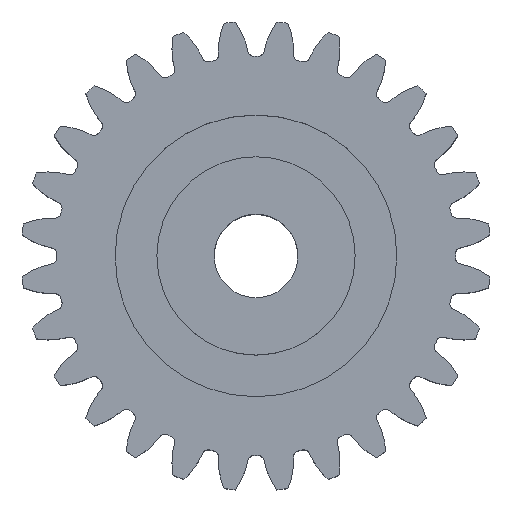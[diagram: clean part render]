
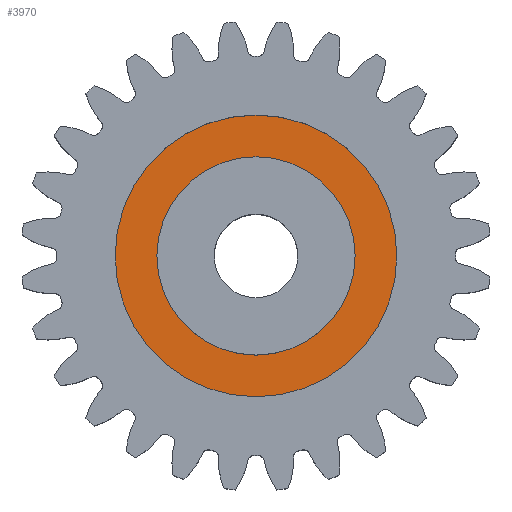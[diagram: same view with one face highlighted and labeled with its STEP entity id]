
A CAD part, top view. The second image highlights one B-rep face of the part: STEP entity #3970.
In plain terms, the highlighted planar face has unit normal (0, 0, 1).
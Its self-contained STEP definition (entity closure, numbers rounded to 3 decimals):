
#977 = CIRCLE ( 'NONE', #1045, 13.5 ) ;
#979 = CARTESIAN_POINT ( 'NONE',  ( 0., 0., 8.5 ) ) ;
#981 = DIRECTION ( 'NONE',  ( 0., 0., -1. ) ) ;
#982 = DIRECTION ( 'NONE',  ( 0., 0., -1. ) ) ;
#983 = CARTESIAN_POINT ( 'NONE',  ( 0., 0., 8.5 ) ) ;
#1030 = DIRECTION ( 'NONE',  ( -1., 0., 0. ) ) ;
#1031 = DIRECTION ( 'NONE',  ( 0., 0., -1. ) ) ;
#1032 = CARTESIAN_POINT ( 'NONE',  ( 0., 0., 8.5 ) ) ;
#1039 = DIRECTION ( 'NONE',  ( -1., 0., 0. ) ) ;
#1040 = AXIS2_PLACEMENT_3D ( 'NONE', #1032, #1031, #1030 ) ;
#1041 = CIRCLE ( 'NONE', #1040, 9.5 ) ;
#1044 = DIRECTION ( 'NONE',  ( -1., 0., 0. ) ) ;
#1045 = AXIS2_PLACEMENT_3D ( 'NONE', #979, #981, #1044 ) ;
#1048 = FACE_BOUND ( 'NONE', #3984, .T. ) ;
#1049 = AXIS2_PLACEMENT_3D ( 'NONE', #983, #982, #1039 ) ;
#1052 = PLANE ( 'NONE',  #1049 ) ;
#1054 = FACE_OUTER_BOUND ( 'NONE', #3973, .T. ) ;
#1241 = CARTESIAN_POINT ( 'NONE',  ( -9.5, 0., 8.5 ) ) ;
#1249 = CARTESIAN_POINT ( 'NONE',  ( 9.5, 0., 8.5 ) ) ;
#1264 = CARTESIAN_POINT ( 'NONE',  ( 13.5, 0., 8.5 ) ) ;
#1402 = DIRECTION ( 'NONE',  ( -1., 0., 0. ) ) ;
#1403 = DIRECTION ( 'NONE',  ( 0., 0., -1. ) ) ;
#1404 = CARTESIAN_POINT ( 'NONE',  ( 0., 0., 8.5 ) ) ;
#1410 = CIRCLE ( 'NONE', #1413, 9.5 ) ;
#1413 = AXIS2_PLACEMENT_3D ( 'NONE', #1404, #1403, #1402 ) ;
#1477 = CARTESIAN_POINT ( 'NONE',  ( -13.5, 0., 8.5 ) ) ;
#1529 = DIRECTION ( 'NONE',  ( -1., 0., 0. ) ) ;
#1530 = DIRECTION ( 'NONE',  ( 0., 0., -1. ) ) ;
#1539 = CIRCLE ( 'NONE', #1542, 13.5 ) ;
#1540 = CARTESIAN_POINT ( 'NONE',  ( 0., 0., 8.5 ) ) ;
#1542 = AXIS2_PLACEMENT_3D ( 'NONE', #1540, #1530, #1529 ) ;
#3910 = ORIENTED_EDGE ( 'NONE', *, *, #4261, .F. ) ;
#3966 = EDGE_CURVE ( 'NONE', #4262, #4119, #977, .T. ) ;
#3970 = ADVANCED_FACE ( 'NONE', ( #1048, #1054 ), #1052, .F. ) ;
#3972 = ORIENTED_EDGE ( 'NONE', *, *, #3983, .T. ) ;
#3973 = EDGE_LOOP ( 'NONE', ( #3974, #3910 ) ) ;
#3974 = ORIENTED_EDGE ( 'NONE', *, *, #3966, .F. ) ;
#3983 = EDGE_CURVE ( 'NONE', #4130, #4133, #1041, .T. ) ;
#3984 = EDGE_LOOP ( 'NONE', ( #3987, #3972 ) ) ;
#3987 = ORIENTED_EDGE ( 'NONE', *, *, #4193, .T. ) ;
#4119 = VERTEX_POINT ( 'NONE', #1264 ) ;
#4130 = VERTEX_POINT ( 'NONE', #1249 ) ;
#4133 = VERTEX_POINT ( 'NONE', #1241 ) ;
#4193 = EDGE_CURVE ( 'NONE', #4133, #4130, #1410, .T. ) ;
#4261 = EDGE_CURVE ( 'NONE', #4119, #4262, #1539, .T. ) ;
#4262 = VERTEX_POINT ( 'NONE', #1477 ) ;
